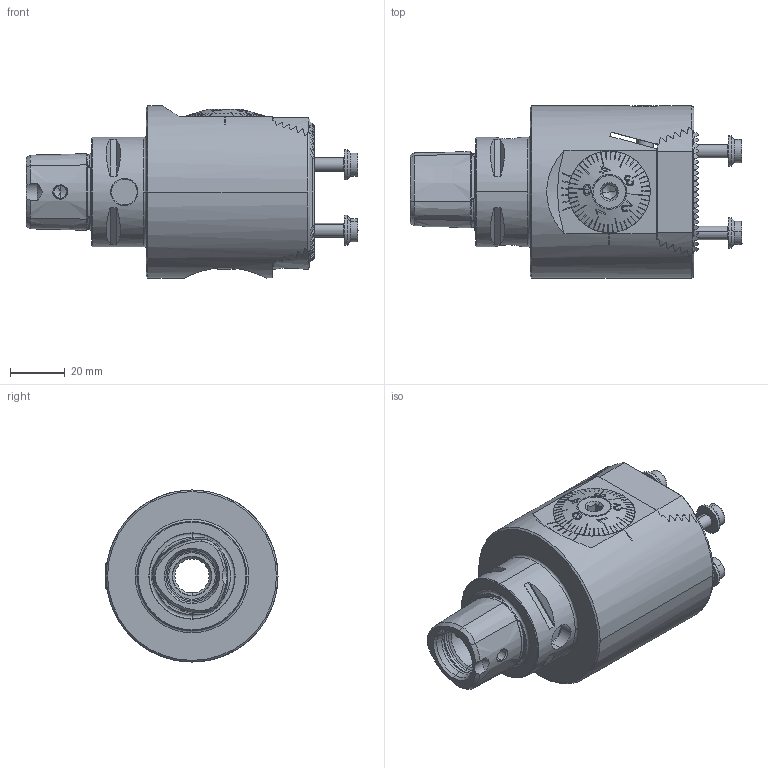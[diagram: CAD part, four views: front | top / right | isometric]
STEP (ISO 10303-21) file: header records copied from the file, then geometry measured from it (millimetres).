
FILE_DESCRIPTION (( 'STEP AP214' ), '1' );
FILE_NAME ('PS4.MH1.K01.080.STEP', '2023-06-07T12:50:15', ( '' ), ( '' ), 'SwSTEP 2.0', 'SolidWorks 2017', '' );
FILE_SCHEMA (( 'AUTOMOTIVE_DESIGN' ));
Length unit declared in the file: millimetre
Products named in the file (19): MH1-BG2.001.056_D; ISO 4026 - M8 x 6; PS4-MH1.K00.080_A; ISO 4026 - M4 x 5; A55-BG2.013.005_C; MH1-BG1.004.049; A55-BG2.014.007_A; A55-BG1.012.007_B; A55-BG2.012.006_B; A55-BG2.015.007_A; PS4.MH1.K01.080; ISO 4026 - M10 x 20; MH1-BG1.001.049_B; BN 1392 - M5 x 16; DIN 3771 - 25x1.5; ISO 4762 - M6 x 16; MH1-BG1.001.049; A55-BG2.011.016_D; MH1-BG3.001.042_D
Assembly tree (22 placements, depth 4):
  PS4.MH1.K01.080
    PS4-MH1.K00.080_A
    MH1-BG1.004.049
      A55-BG2.012.006_B
      A55-BG2.013.005_C
      A55-BG2.015.007_A
        A55-BG2.011.016_D
        A55-BG2.014.007_A
      MH1-BG1.001.049
        MH1-BG1.001.049_B
        A55-BG1.012.007_B
      DIN 3771 - 25x1.5
      ISO 4026 - M4 x 5
    MH1-BG2.001.056_D
    MH1-BG3.001.042_D
    ISO 4026 - M10 x 20  x2
    ISO 4026 - M8 x 6
    BN 1392 - M5 x 16  x4
    ISO 4762 - M6 x 16
Bounding box: 121.59 x 63 x 63 mm (x, y, z)
Volume: 191518.4 mm3; surface area: 66014.9 mm2
Topology: 19 solids, 19 shells, 1266 faces, 3333 edges, 2102 vertices
Faces by surface type: plane 604, cylinder 272, cone 251, torus 101, bspline 38
Entity records: 46341 total; most frequent: CARTESIAN_POINT 15309, ORIENTED_EDGE 6150, DIRECTION 5037, EDGE_CURVE 3075, VERTEX_POINT 1971, AXIS2_PLACEMENT_3D 1955, EDGE_LOOP 1226, ADVANCED_FACE 1158
